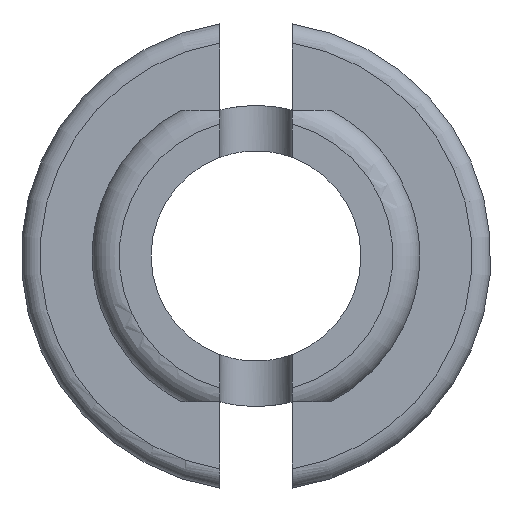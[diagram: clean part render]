
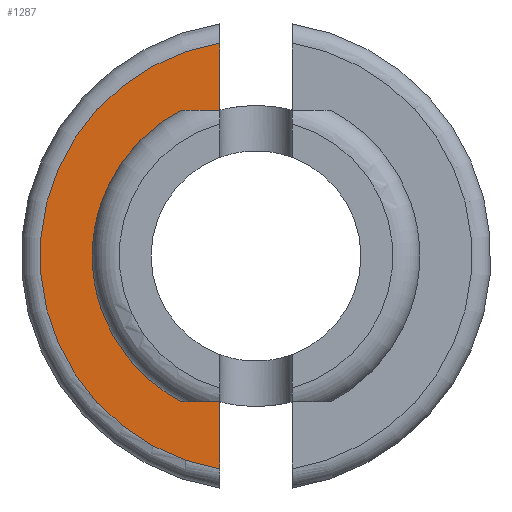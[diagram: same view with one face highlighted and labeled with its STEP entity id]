
A CAD part, left-side view. The second image highlights one B-rep face of the part: STEP entity #1287.
In plain terms, the highlighted planar face has unit normal (-1, 0, 0).
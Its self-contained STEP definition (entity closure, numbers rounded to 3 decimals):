
#47=PLANE('',#1396);
#82=CIRCLE('',#1390,2.4);
#88=CIRCLE('',#1397,3.45);
#135=FACE_OUTER_BOUND('',#203,.T.);
#203=EDGE_LOOP('',(#1014,#1015,#1016,#1017));
#286=LINE('',#2200,#390);
#294=LINE('',#2236,#398);
#390=VECTOR('',#1572,10.);
#398=VECTOR('',#1582,10.);
#563=VERTEX_POINT('',#2196);
#565=VERTEX_POINT('',#2199);
#569=VERTEX_POINT('',#2218);
#572=VERTEX_POINT('',#2225);
#714=EDGE_CURVE('',#565,#563,#286,.T.);
#724=EDGE_CURVE('',#569,#572,#294,.T.);
#735=EDGE_CURVE('',#563,#569,#82,.T.);
#748=EDGE_CURVE('',#565,#572,#88,.T.);
#1014=ORIENTED_EDGE('',*,*,#724,.T.);
#1015=ORIENTED_EDGE('',*,*,#748,.F.);
#1016=ORIENTED_EDGE('',*,*,#714,.T.);
#1017=ORIENTED_EDGE('',*,*,#735,.T.);
#1287=ADVANCED_FACE('',(#135),#47,.T.);
#1390=AXIS2_PLACEMENT_3D('',#2333,#1596,#1597);
#1396=AXIS2_PLACEMENT_3D('',#2390,#1613,#1614);
#1397=AXIS2_PLACEMENT_3D('',#2391,#1615,#1616);
#1572=DIRECTION('',(0.,0.,1.));
#1582=DIRECTION('',(0.,0.,1.));
#1596=DIRECTION('center_axis',(1.,0.,0.));
#1597=DIRECTION('ref_axis',(0.,0.,-1.));
#1613=DIRECTION('center_axis',(-1.,0.,0.));
#1614=DIRECTION('ref_axis',(0.,0.,1.));
#1615=DIRECTION('center_axis',(1.,0.,0.));
#1616=DIRECTION('ref_axis',(0.,0.,-1.));
#2196=CARTESIAN_POINT('',(-0.825,0.575,-2.33));
#2199=CARTESIAN_POINT('',(-0.825,0.575,-3.402));
#2200=CARTESIAN_POINT('',(-0.825,0.575,0.));
#2218=CARTESIAN_POINT('',(-0.825,0.575,2.33));
#2225=CARTESIAN_POINT('',(-0.825,0.575,3.402));
#2236=CARTESIAN_POINT('',(-0.825,0.575,0.));
#2333=CARTESIAN_POINT('Origin',(-0.825,0.,0.));
#2390=CARTESIAN_POINT('Origin',(-0.825,3.45,0.));
#2391=CARTESIAN_POINT('Origin',(-0.825,0.,0.));
